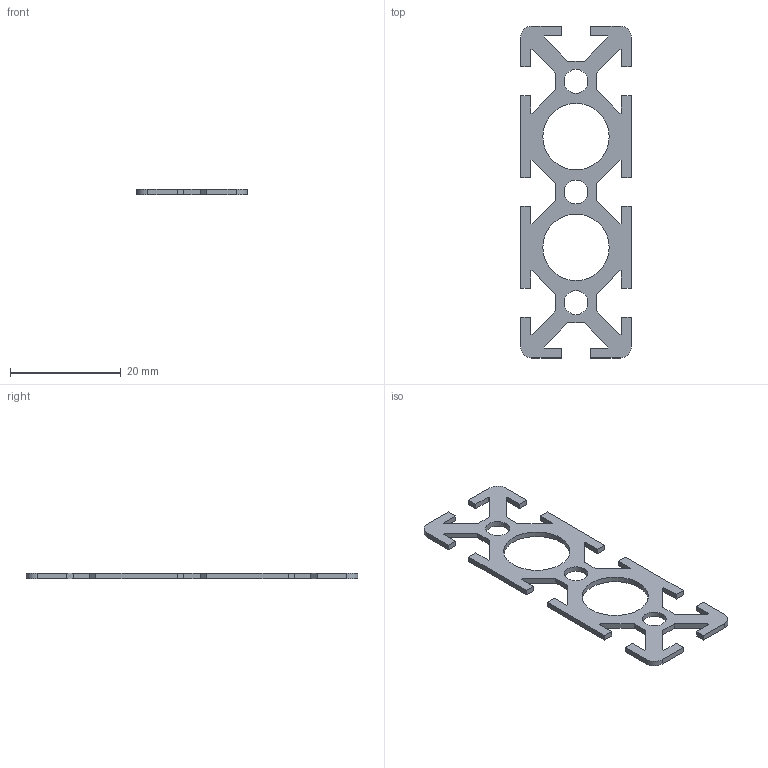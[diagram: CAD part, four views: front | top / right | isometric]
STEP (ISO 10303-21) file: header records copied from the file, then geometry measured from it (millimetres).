
FILE_DESCRIPTION((''),'2;1');
FILE_NAME('SP221_extern.ipt.step','2007-09-10T15:09:29',(''),(''),'Autodesk Inventor 11','Autodesk Inventor 11','');
FILE_SCHEMA(('AUTOMOTIVE_DESIGN { 1 0 10303 214 1 1 1 1 }'));
Length unit declared in the file: millimetre
Products named in the file (1): SP221_extern
Bounding box: 20 x 60 x 1 mm (x, y, z)
Volume: 577.8 mm3; surface area: 1590.7 mm2
Topology: 1 solids, 1 shells, 95 faces, 284 edges, 191 vertices
Faces by surface type: plane 86, cylinder 6, bspline 3
Full cylindrical faces by diameter (mm): 4.3 x1, 12 x1
Entity records: 3168 total; most frequent: CARTESIAN_POINT 607, ORIENTED_EDGE 548, DIRECTION 478, EDGE_CURVE 274, VECTOR 256, LINE 256, VERTEX_POINT 186, AXIS2_PLACEMENT_3D 111
